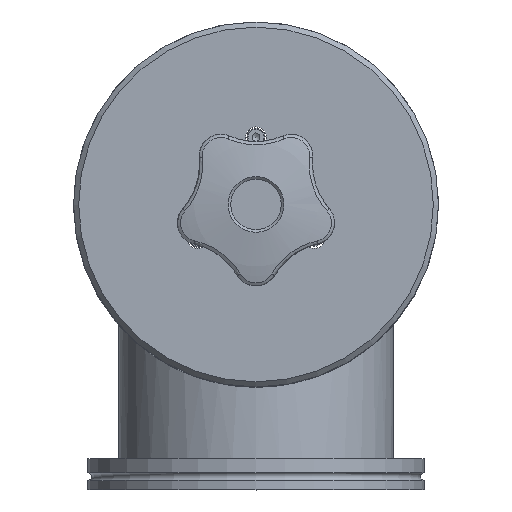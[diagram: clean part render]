
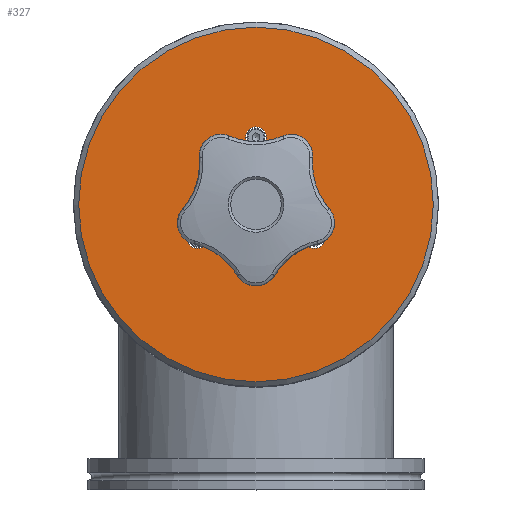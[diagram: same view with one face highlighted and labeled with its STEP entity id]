
A CAD part, top view. The second image highlights one B-rep face of the part: STEP entity #327.
In plain terms, the highlighted planar face has unit normal (0, 0, 1).
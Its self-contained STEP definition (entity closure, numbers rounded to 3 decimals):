
#327=ADVANCED_FACE('',(#1236,#1238,#1240,#1242,#1244),#1246,.T.);
#1236=FACE_BOUND('',#1237,.T.);
#1237=EDGE_LOOP('',(#4342));
#1238=FACE_BOUND('',#1239,.T.);
#1239=EDGE_LOOP('',(#4343));
#1240=FACE_BOUND('',#1241,.T.);
#1241=EDGE_LOOP('',(#4344));
#1242=FACE_BOUND('',#1243,.T.);
#1243=EDGE_LOOP('',(#4345));
#1244=FACE_BOUND('',#1245,.T.);
#1245=EDGE_LOOP('',(#4346));
#1246=PLANE('',#1247);
#1247=AXIS2_PLACEMENT_3D('',#1248,#1249,#1250);
#1248=CARTESIAN_POINT('',(0.,0.,59.171));
#1249=DIRECTION('',(0.,0.,1.));
#1250=DIRECTION('',(-1.,0.,0.));
#4342=ORIENTED_EDGE('',*,*,#4690,.F.);
#4343=ORIENTED_EDGE('',*,*,#4691,.T.);
#4344=ORIENTED_EDGE('',*,*,#4692,.T.);
#4345=ORIENTED_EDGE('',*,*,#4693,.T.);
#4346=ORIENTED_EDGE('',*,*,#4694,.T.);
#4690=EDGE_CURVE('',#4949,#4949,#4950,.T.);
#4691=EDGE_CURVE('',#4951,#4951,#4952,.F.);
#4692=EDGE_CURVE('',#4953,#4953,#4954,.F.);
#4693=EDGE_CURVE('',#4955,#4955,#4956,.F.);
#4694=EDGE_CURVE('',#4957,#4957,#4958,.T.);
#4949=VERTEX_POINT('',#5714);
#4950=CIRCLE('',#5715,68.5);
#4951=VERTEX_POINT('',#5719);
#4952=CIRCLE('',#5720,4.);
#4953=VERTEX_POINT('',#5724);
#4954=CIRCLE('',#5725,4.);
#4955=VERTEX_POINT('',#5729);
#4956=CIRCLE('',#5730,4.);
#4957=VERTEX_POINT('',#5734);
#4958=CIRCLE('',#5735,5.);
#5714=CARTESIAN_POINT('',(-68.5,0.,59.171));
#5715=AXIS2_PLACEMENT_3D('',#5716,#5717,#5718);
#5716=CARTESIAN_POINT('',(0.,0.,59.171));
#5717=DIRECTION('',(0.,0.,-1.));
#5718=DIRECTION('',(-1.,0.,0.));
#5719=CARTESIAN_POINT('',(0.,22.,59.171));
#5720=AXIS2_PLACEMENT_3D('',#5721,#5722,#5723);
#5721=CARTESIAN_POINT('',(0.,26.,59.171));
#5722=DIRECTION('',(0.,0.,1.));
#5723=DIRECTION('',(0.,-1.,0.));
#5724=CARTESIAN_POINT('',(22.517,-17.,59.171));
#5725=AXIS2_PLACEMENT_3D('',#5726,#5727,#5728);
#5726=CARTESIAN_POINT('',(22.517,-13.,59.171));
#5727=DIRECTION('',(0.,0.,1.));
#5728=DIRECTION('',(0.,-1.,0.));
#5729=CARTESIAN_POINT('',(-22.517,-17.,59.171));
#5730=AXIS2_PLACEMENT_3D('',#5731,#5732,#5733);
#5731=CARTESIAN_POINT('',(-22.517,-13.,59.171));
#5732=DIRECTION('',(0.,0.,1.));
#5733=DIRECTION('',(0.,-1.,0.));
#5734=CARTESIAN_POINT('',(-5.,0.,59.171));
#5735=AXIS2_PLACEMENT_3D('',#5736,#5737,#5738);
#5736=CARTESIAN_POINT('',(0.,0.,59.171));
#5737=DIRECTION('',(0.,0.,-1.));
#5738=DIRECTION('',(-1.,0.,0.));
